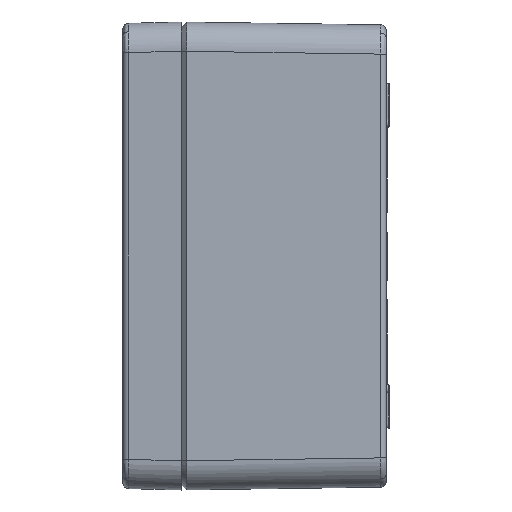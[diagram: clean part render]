
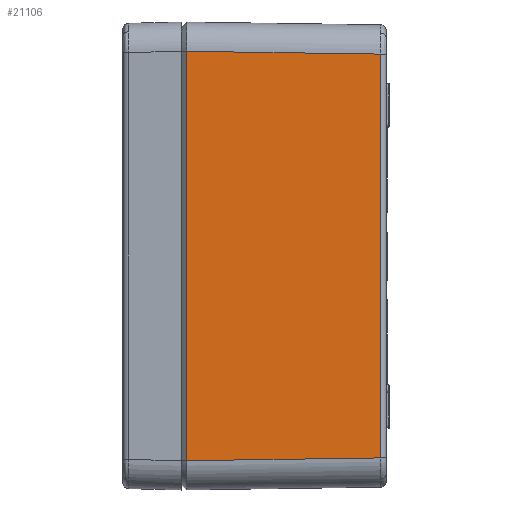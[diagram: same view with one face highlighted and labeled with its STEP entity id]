
A CAD part, left-side view. The second image highlights one B-rep face of the part: STEP entity #21106.
In plain terms, the highlighted planar face has unit normal (-1, -0.014, 0).
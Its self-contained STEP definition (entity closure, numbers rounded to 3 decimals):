
#602=PLANE('',#22793);
#1669=LINE('',#42214,#3382);
#1670=LINE('',#42215,#3383);
#1671=LINE('',#42217,#3384);
#1672=LINE('',#42218,#3385);
#3382=VECTOR('',#25759,1000.);
#3383=VECTOR('',#25760,1000.);
#3384=VECTOR('',#25761,1000.);
#3385=VECTOR('',#25762,1000.);
#6289=FACE_OUTER_BOUND('',#7832,.T.);
#7832=EDGE_LOOP('',(#16674,#16675,#16676,#16677));
#9975=VERTEX_POINT('',#38641);
#10443=VERTEX_POINT('',#42212);
#10444=VERTEX_POINT('',#42213);
#10445=VERTEX_POINT('',#42216);
#12746=EDGE_CURVE('',#10443,#10444,#1669,.T.);
#12747=EDGE_CURVE('',#10444,#9975,#1670,.T.);
#12748=EDGE_CURVE('',#9975,#10445,#1671,.T.);
#12749=EDGE_CURVE('',#10445,#10443,#1672,.T.);
#16674=ORIENTED_EDGE('',*,*,#12746,.T.);
#16675=ORIENTED_EDGE('',*,*,#12747,.T.);
#16676=ORIENTED_EDGE('',*,*,#12748,.T.);
#16677=ORIENTED_EDGE('',*,*,#12749,.T.);
#21106=ADVANCED_FACE('',(#6289),#602,.T.);
#22793=AXIS2_PLACEMENT_3D('',#42211,#25757,#25758);
#25757=DIRECTION('center_axis',(-1.,-0.014,
0.));
#25758=DIRECTION('ref_axis',(0.014,-1.,0.));
#25759=DIRECTION('',(0.014,-1.,0.014));
#25760=DIRECTION('',(0.,0.,1.));
#25761=DIRECTION('',(-0.014,1.,0.014));
#25762=DIRECTION('',(0.,0.,-1.));
#38641=CARTESIAN_POINT('',(-79.028,-68.029,69.03));
#42211=CARTESIAN_POINT('Origin',(-80.,0.,-80.));
#42212=CARTESIAN_POINT('',(-79.974,-1.8,-69.975));
#42213=CARTESIAN_POINT('',(-79.028,-68.029,-69.03));
#42214=CARTESIAN_POINT('',(-80.002,0.143,-70.003));
#42215=CARTESIAN_POINT('',(-79.028,-68.029,69.001));
#42216=CARTESIAN_POINT('',(-79.974,-1.8,69.975));
#42217=CARTESIAN_POINT('',(-79.969,-2.141,69.97));
#42218=CARTESIAN_POINT('',(-79.974,-1.8,-80.));
